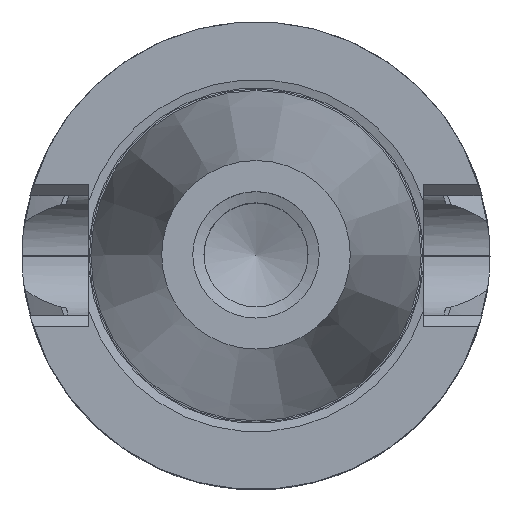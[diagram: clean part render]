
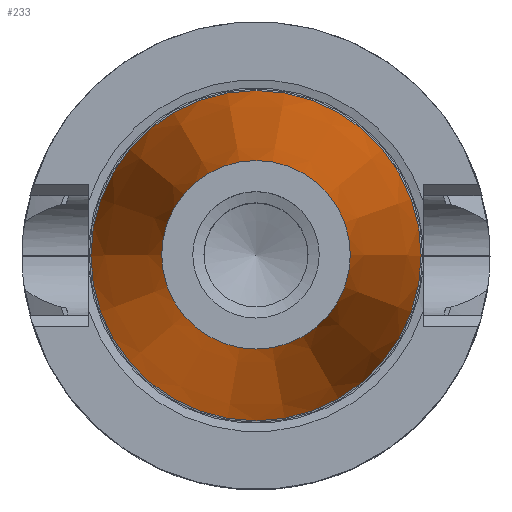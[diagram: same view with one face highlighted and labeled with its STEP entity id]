
A CAD part, top view. The second image highlights one B-rep face of the part: STEP entity #233.
In plain terms, the highlighted conical face has half-angle 8.298 degrees and reference radius 12.687 mm.
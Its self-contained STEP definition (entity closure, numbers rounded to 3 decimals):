
#216=CONICAL_SURFACE('',#973,12.687,8.298);
#233=ADVANCED_FACE('',(#312,#313),#216,.T.);
#312=FACE_BOUND('',#364,.T.);
#313=FACE_BOUND('',#365,.T.);
#364=EDGE_LOOP('',(#448));
#365=EDGE_LOOP('',(#449));
#448=ORIENTED_EDGE('',*,*,#777,.T.);
#449=ORIENTED_EDGE('',*,*,#775,.F.);
#685=VERTEX_POINT('',#1364);
#687=VERTEX_POINT('',#1370);
#775=EDGE_CURVE('',#685,#685,#896,.T.);
#777=EDGE_CURVE('',#687,#687,#898,.T.);
#896=CIRCLE('',#967,22.225);
#898=CIRCLE('',#971,12.687);
#967=AXIS2_PLACEMENT_3D('',#1363,#1090,#1091);
#971=AXIS2_PLACEMENT_3D('',#1369,#1098,#1099);
#973=AXIS2_PLACEMENT_3D('',#1372,#1102,#1103);
#1090=DIRECTION('',(0.,0.,-1.));
#1091=DIRECTION('',(-1.,0.,0.));
#1098=DIRECTION('',(0.,0.,-1.));
#1099=DIRECTION('',(-1.,0.,0.));
#1102=DIRECTION('',(0.,0.,-1.));
#1103=DIRECTION('',(-1.,0.,0.));
#1363=CARTESIAN_POINT('',(0.,0.,0.));
#1364=CARTESIAN_POINT('',(-22.225,0.,0.));
#1369=CARTESIAN_POINT('',(0.,0.,65.4));
#1370=CARTESIAN_POINT('',(-12.687,0.,65.4));
#1372=CARTESIAN_POINT('',(0.,0.,65.4));
